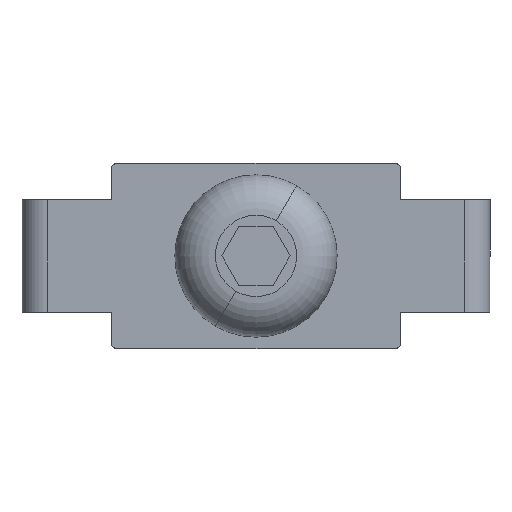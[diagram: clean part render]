
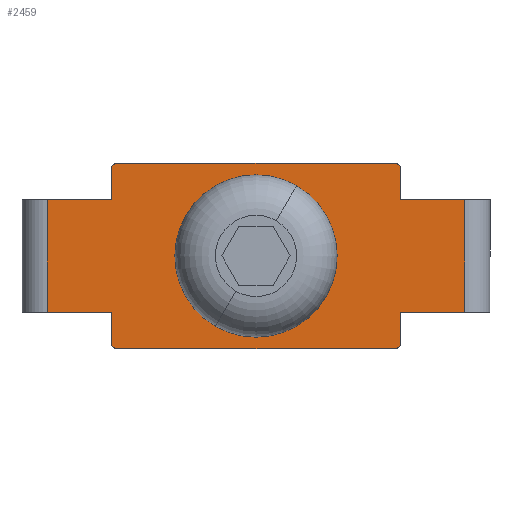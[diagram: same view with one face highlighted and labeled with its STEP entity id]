
A CAD part, top view. The second image highlights one B-rep face of the part: STEP entity #2459.
In plain terms, the highlighted face is planar.
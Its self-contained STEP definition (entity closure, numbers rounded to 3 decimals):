
#3 = DIRECTION ( 'NONE',  ( -1., 0., 0. ) ) ;
#27 = VERTEX_POINT ( 'NONE', #535 ) ;
#43 = DIRECTION ( 'NONE',  ( 1., 0., 0. ) ) ;
#58 = EDGE_CURVE ( 'NONE', #1313, #3234, #876, .T. ) ;
#59 = CARTESIAN_POINT ( 'NONE',  ( 12.5, 0., -4.85 ) ) ;
#102 = VECTOR ( 'NONE', #1612, 1000. ) ;
#106 = LINE ( 'NONE', #2882, #3104 ) ;
#110 = CARTESIAN_POINT ( 'NONE',  ( 15.5, 0., 4.85 ) ) ;
#152 = VECTOR ( 'NONE', #2246, 1000. ) ;
#196 = VERTEX_POINT ( 'NONE', #379 ) ;
#201 = AXIS2_PLACEMENT_3D ( 'NONE', #3082, #2618, #875 ) ;
#204 = FACE_BOUND ( 'NONE', #1337, .T. ) ;
#224 = CARTESIAN_POINT ( 'NONE',  ( 0., 0., 0. ) ) ;
#253 = EDGE_CURVE ( 'NONE', #821, #3234, #1533, .T. ) ;
#293 = CIRCLE ( 'NONE', #3129, 4.25 ) ;
#301 = VECTOR ( 'NONE', #1368, 1000. ) ;
#305 = EDGE_LOOP ( 'NONE', ( #442, #2303, #1796, #1335, #1823, #2016, #3282, #2452, #816, #1988, #3221, #2600, #2234, #3304, #1472, #1826 ) ) ;
#306 = CIRCLE ( 'NONE', #2744, 0.5 ) ;
#351 = EDGE_CURVE ( 'NONE', #1331, #821, #1148, .T. ) ;
#359 = CARTESIAN_POINT ( 'NONE',  ( -12., 0., -7.5 ) ) ;
#379 = CARTESIAN_POINT ( 'NONE',  ( 0., 0., 4.25 ) ) ;
#405 = CARTESIAN_POINT ( 'NONE',  ( 12.5, 0., 4.85 ) ) ;
#407 = VERTEX_POINT ( 'NONE', #2983 ) ;
#417 = VECTOR ( 'NONE', #3, 1000. ) ;
#442 = ORIENTED_EDGE ( 'NONE', *, *, #1418, .F. ) ;
#456 = VECTOR ( 'NONE', #938, 1000. ) ;
#457 = CARTESIAN_POINT ( 'NONE',  ( 12., 0., -7.5 ) ) ;
#511 = AXIS2_PLACEMENT_3D ( 'NONE', #457, #2948, #1205 ) ;
#535 = CARTESIAN_POINT ( 'NONE',  ( -12.5, 0., -7.5 ) ) ;
#567 = EDGE_CURVE ( 'NONE', #2312, #2731, #2943, .T. ) ;
#576 = CARTESIAN_POINT ( 'NONE',  ( -12.5, 0., -8. ) ) ;
#592 = CARTESIAN_POINT ( 'NONE',  ( -12.5, 0., 4.85 ) ) ;
#649 = VERTEX_POINT ( 'NONE', #1537 ) ;
#672 = AXIS2_PLACEMENT_3D ( 'NONE', #224, #3196, #3305 ) ;
#712 = EDGE_CURVE ( 'NONE', #407, #2312, #2412, .T. ) ;
#728 = EDGE_CURVE ( 'NONE', #971, #2514, #751, .T. ) ;
#748 = EDGE_CURVE ( 'NONE', #407, #1995, #827, .T. ) ;
#751 = CIRCLE ( 'NONE', #511, 0.5 ) ;
#754 = EDGE_CURVE ( 'NONE', #27, #1094, #306, .T. ) ;
#757 = VERTEX_POINT ( 'NONE', #3011 ) ;
#764 = LINE ( 'NONE', #576, #1458 ) ;
#816 = ORIENTED_EDGE ( 'NONE', *, *, #351, .F. ) ;
#821 = VERTEX_POINT ( 'NONE', #2987 ) ;
#827 = LINE ( 'NONE', #2165, #2802 ) ;
#875 = DIRECTION ( 'NONE',  ( 0., 0., -1. ) ) ;
#876 = LINE ( 'NONE', #1859, #102 ) ;
#895 = CARTESIAN_POINT ( 'NONE',  ( 0., 0., 0. ) ) ;
#911 = CARTESIAN_POINT ( 'NONE',  ( 12., 0., 7.5 ) ) ;
#927 = CARTESIAN_POINT ( 'NONE',  ( 12.5, 0., -7.5 ) ) ;
#938 = DIRECTION ( 'NONE',  ( 0., 0., 1. ) ) ;
#971 = VERTEX_POINT ( 'NONE', #1287 ) ;
#987 = CARTESIAN_POINT ( 'NONE',  ( -12., 0., -8. ) ) ;
#1025 = AXIS2_PLACEMENT_3D ( 'NONE', #911, #2466, #2662 ) ;
#1077 = CARTESIAN_POINT ( 'NONE',  ( 18., 0., 4.85 ) ) ;
#1091 = CARTESIAN_POINT ( 'NONE',  ( -15.5, 0., 4.85 ) ) ;
#1094 = VERTEX_POINT ( 'NONE', #987 ) ;
#1104 = DIRECTION ( 'NONE',  ( -1., 0., 0. ) ) ;
#1133 = CARTESIAN_POINT ( 'NONE',  ( -12., 0., 8. ) ) ;
#1148 = LINE ( 'NONE', #405, #152 ) ;
#1189 = CIRCLE ( 'NONE', #672, 4.25 ) ;
#1205 = DIRECTION ( 'NONE',  ( 0., 0., -1. ) ) ;
#1287 = CARTESIAN_POINT ( 'NONE',  ( 12., 0., -8. ) ) ;
#1313 = VERTEX_POINT ( 'NONE', #1494 ) ;
#1315 = DIRECTION ( 'NONE',  ( 0., 0., -1. ) ) ;
#1328 = EDGE_CURVE ( 'NONE', #2730, #2731, #3213, .T. ) ;
#1331 = VERTEX_POINT ( 'NONE', #2862 ) ;
#1335 = ORIENTED_EDGE ( 'NONE', *, *, #728, .T. ) ;
#1337 = EDGE_LOOP ( 'NONE', ( #2994, #3275 ) ) ;
#1368 = DIRECTION ( 'NONE',  ( 1., 0., 0. ) ) ;
#1378 = DIRECTION ( 'NONE',  ( 1., 0., 0. ) ) ;
#1418 = EDGE_CURVE ( 'NONE', #27, #2309, #2561, .T. ) ;
#1458 = VECTOR ( 'NONE', #1104, 1000. ) ;
#1472 = ORIENTED_EDGE ( 'NONE', *, *, #748, .T. ) ;
#1494 = CARTESIAN_POINT ( 'NONE',  ( 18., 0., -4.85 ) ) ;
#1504 = EDGE_CURVE ( 'NONE', #1313, #1681, #2320, .T. ) ;
#1531 = EDGE_CURVE ( 'NONE', #2309, #1995, #2872, .T. ) ;
#1533 = LINE ( 'NONE', #110, #301 ) ;
#1537 = CARTESIAN_POINT ( 'NONE',  ( 0., 0., -4.25 ) ) ;
#1539 = DIRECTION ( 'NONE',  ( 0., 0., 1. ) ) ;
#1574 = DIRECTION ( 'NONE',  ( 0., 0., 1. ) ) ;
#1612 = DIRECTION ( 'NONE',  ( 0., 0., 1. ) ) ;
#1681 = VERTEX_POINT ( 'NONE', #59 ) ;
#1700 = CARTESIAN_POINT ( 'NONE',  ( -12.5, 0., -4.85 ) ) ;
#1747 = CARTESIAN_POINT ( 'NONE',  ( -12.5, 0., -8. ) ) ;
#1748 = CARTESIAN_POINT ( 'NONE',  ( 0., 0., 0. ) ) ;
#1796 = ORIENTED_EDGE ( 'NONE', *, *, #3031, .F. ) ;
#1807 = EDGE_CURVE ( 'NONE', #1331, #757, #2566, .T. ) ;
#1820 = PLANE ( 'NONE',  #2900 ) ;
#1823 = ORIENTED_EDGE ( 'NONE', *, *, #1978, .F. ) ;
#1826 = ORIENTED_EDGE ( 'NONE', *, *, #1531, .F. ) ;
#1828 = CARTESIAN_POINT ( 'NONE',  ( 12.5, 0., -4.85 ) ) ;
#1859 = CARTESIAN_POINT ( 'NONE',  ( 18., 0., -4.85 ) ) ;
#1957 = VECTOR ( 'NONE', #2338, 1000. ) ;
#1978 = EDGE_CURVE ( 'NONE', #1681, #2514, #3128, .T. ) ;
#1988 = ORIENTED_EDGE ( 'NONE', *, *, #1807, .T. ) ;
#1995 = VERTEX_POINT ( 'NONE', #3168 ) ;
#2016 = ORIENTED_EDGE ( 'NONE', *, *, #1504, .F. ) ;
#2054 = DIRECTION ( 'NONE',  ( -1., 0., 0. ) ) ;
#2165 = CARTESIAN_POINT ( 'NONE',  ( -18., 0., 4.85 ) ) ;
#2218 = DIRECTION ( 'NONE',  ( 0., -1., 0. ) ) ;
#2234 = ORIENTED_EDGE ( 'NONE', *, *, #567, .F. ) ;
#2242 = DIRECTION ( 'NONE',  ( 0., 0., -1. ) ) ;
#2246 = DIRECTION ( 'NONE',  ( 0., 0., -1. ) ) ;
#2303 = ORIENTED_EDGE ( 'NONE', *, *, #754, .T. ) ;
#2309 = VERTEX_POINT ( 'NONE', #2608 ) ;
#2312 = VERTEX_POINT ( 'NONE', #3296 ) ;
#2314 = VECTOR ( 'NONE', #1378, 1000. ) ;
#2320 = LINE ( 'NONE', #1828, #2986 ) ;
#2338 = DIRECTION ( 'NONE',  ( 0., 0., -1. ) ) ;
#2412 = LINE ( 'NONE', #1091, #2314 ) ;
#2430 = EDGE_CURVE ( 'NONE', #196, #649, #1189, .T. ) ;
#2452 = ORIENTED_EDGE ( 'NONE', *, *, #253, .F. ) ;
#2459 = ADVANCED_FACE ( 'NONE', ( #204, #2664 ), #1820, .T. ) ;
#2466 = DIRECTION ( 'NONE',  ( 0., -1., 0. ) ) ;
#2514 = VERTEX_POINT ( 'NONE', #927 ) ;
#2515 = EDGE_CURVE ( 'NONE', #649, #196, #293, .T. ) ;
#2517 = DIRECTION ( 'NONE',  ( 0., 1., 0. ) ) ;
#2561 = LINE ( 'NONE', #1747, #3179 ) ;
#2566 = CIRCLE ( 'NONE', #1025, 0.5 ) ;
#2600 = ORIENTED_EDGE ( 'NONE', *, *, #1328, .T. ) ;
#2608 = CARTESIAN_POINT ( 'NONE',  ( -12.5, 0., -4.85 ) ) ;
#2618 = DIRECTION ( 'NONE',  ( 0., -1., 0. ) ) ;
#2662 = DIRECTION ( 'NONE',  ( 0., 0., -1. ) ) ;
#2664 = FACE_OUTER_BOUND ( 'NONE', #305, .T. ) ;
#2730 = VERTEX_POINT ( 'NONE', #1133 ) ;
#2731 = VERTEX_POINT ( 'NONE', #3185 ) ;
#2744 = AXIS2_PLACEMENT_3D ( 'NONE', #359, #2218, #3276 ) ;
#2802 = VECTOR ( 'NONE', #2242, 1000. ) ;
#2862 = CARTESIAN_POINT ( 'NONE',  ( 12.5, 0., 7.5 ) ) ;
#2872 = LINE ( 'NONE', #1700, #417 ) ;
#2882 = CARTESIAN_POINT ( 'NONE',  ( -12.5, 0., 8. ) ) ;
#2889 = EDGE_CURVE ( 'NONE', #2730, #757, #106, .T. ) ;
#2900 = AXIS2_PLACEMENT_3D ( 'NONE', #895, #3153, #1315 ) ;
#2943 = LINE ( 'NONE', #592, #456 ) ;
#2948 = DIRECTION ( 'NONE',  ( 0., -1., 0. ) ) ;
#2983 = CARTESIAN_POINT ( 'NONE',  ( -18., 0., 4.85 ) ) ;
#2986 = VECTOR ( 'NONE', #2054, 1000. ) ;
#2987 = CARTESIAN_POINT ( 'NONE',  ( 12.5, 0., 4.85 ) ) ;
#2994 = ORIENTED_EDGE ( 'NONE', *, *, #2430, .T. ) ;
#3011 = CARTESIAN_POINT ( 'NONE',  ( 12., 0., 8. ) ) ;
#3031 = EDGE_CURVE ( 'NONE', #971, #1094, #764, .T. ) ;
#3082 = CARTESIAN_POINT ( 'NONE',  ( -12., 0., 7.5 ) ) ;
#3104 = VECTOR ( 'NONE', #43, 1000. ) ;
#3128 = LINE ( 'NONE', #3165, #1957 ) ;
#3129 = AXIS2_PLACEMENT_3D ( 'NONE', #1748, #2517, #1574 ) ;
#3153 = DIRECTION ( 'NONE',  ( 0., -1., 0. ) ) ;
#3165 = CARTESIAN_POINT ( 'NONE',  ( 12.5, 0., -8. ) ) ;
#3168 = CARTESIAN_POINT ( 'NONE',  ( -18., 0., -4.85 ) ) ;
#3179 = VECTOR ( 'NONE', #1539, 1000. ) ;
#3185 = CARTESIAN_POINT ( 'NONE',  ( -12.5, 0., 7.5 ) ) ;
#3196 = DIRECTION ( 'NONE',  ( 0., 1., 0. ) ) ;
#3213 = CIRCLE ( 'NONE', #201, 0.5 ) ;
#3221 = ORIENTED_EDGE ( 'NONE', *, *, #2889, .F. ) ;
#3234 = VERTEX_POINT ( 'NONE', #1077 ) ;
#3275 = ORIENTED_EDGE ( 'NONE', *, *, #2515, .T. ) ;
#3276 = DIRECTION ( 'NONE',  ( 0., 0., -1. ) ) ;
#3282 = ORIENTED_EDGE ( 'NONE', *, *, #58, .T. ) ;
#3296 = CARTESIAN_POINT ( 'NONE',  ( -12.5, 0., 4.85 ) ) ;
#3304 = ORIENTED_EDGE ( 'NONE', *, *, #712, .F. ) ;
#3305 = DIRECTION ( 'NONE',  ( 0., 0., 1. ) ) ;
